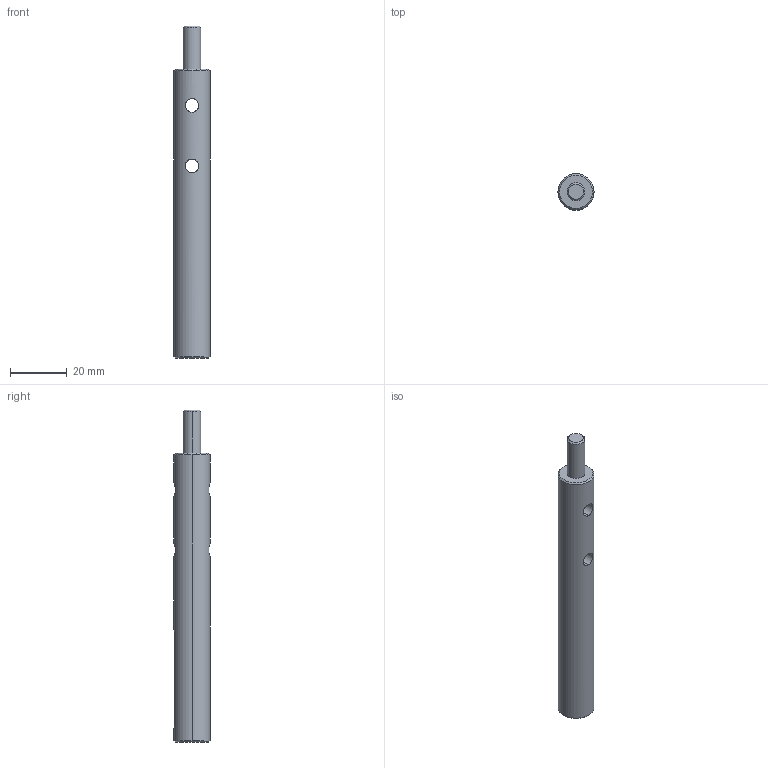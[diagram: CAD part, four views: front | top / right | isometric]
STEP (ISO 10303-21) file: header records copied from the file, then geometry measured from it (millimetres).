
FILE_DESCRIPTION (( 'STEP AP214' ), '1' );
FILE_NAME ('am-0922 Output Shaft for Worm Gearbox.STEP', '2014-08-21T19:53:45', ( '' ), ( '' ), 'SwSTEP 2.0', 'SolidWorks 2014', '' );
FILE_SCHEMA (( 'AUTOMOTIVE_DESIGN' ));
Length unit declared in the file: inch
Products named in the file (1): am-0922 Output Shaft for Worm Gearbox
Bounding box: 12.69 x 12.69 x 116.84 mm (x, y, z)
Volume: 12701.4 mm3; surface area: 4968.7 mm2
Topology: 1 solids, 1 shells, 23 faces, 51 edges, 32 vertices
Faces by surface type: cylinder 11, cone 6, plane 6
Entity records: 967 total; most frequent: CARTESIAN_POINT 414, DIRECTION 105, ORIENTED_EDGE 102, EDGE_CURVE 51, AXIS2_PLACEMENT_3D 41, VERTEX_POINT 32, EDGE_LOOP 29, VECTOR 23
